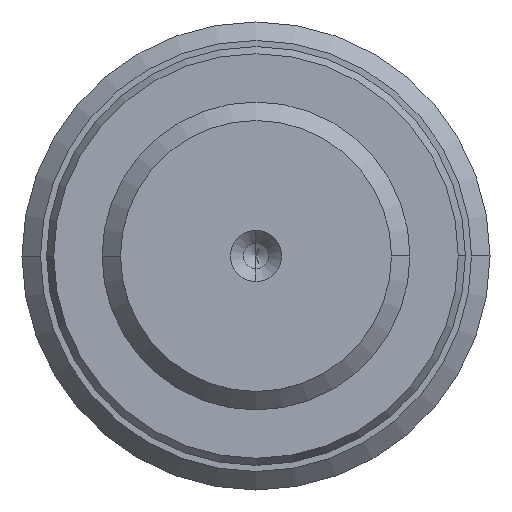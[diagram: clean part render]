
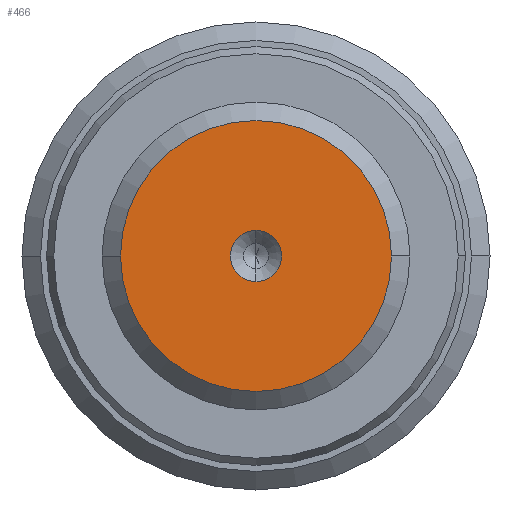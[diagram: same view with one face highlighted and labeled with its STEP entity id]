
A CAD part, left-side view. The second image highlights one B-rep face of the part: STEP entity #466.
In plain terms, the highlighted planar face has unit normal (-1, 0, 0).
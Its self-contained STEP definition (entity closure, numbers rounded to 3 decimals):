
#2 = AXIS2_PLACEMENT_3D ( 'NONE', #1079, #2217, #2378 ) ;
#46 = DIRECTION ( 'NONE',  ( 0., -1., 0. ) ) ;
#137 = ORIENTED_EDGE ( 'NONE', *, *, #173, .T. ) ;
#173 = EDGE_CURVE ( 'NONE', #1213, #516, #2091, .T. ) ;
#219 = ORIENTED_EDGE ( 'NONE', *, *, #1316, .T. ) ;
#282 = CARTESIAN_POINT ( 'NONE',  ( 0., 0., 0. ) ) ;
#332 = CARTESIAN_POINT ( 'NONE',  ( 0., 0., 2.075 ) ) ;
#360 = VERTEX_POINT ( 'NONE', #2066 ) ;
#408 = CARTESIAN_POINT ( 'NONE',  ( 0., 0., 0. ) ) ;
#466 = ADVANCED_FACE ( 'NONE', ( #1874, #2280 ), #1352, .T. ) ;
#492 = AXIS2_PLACEMENT_3D ( 'NONE', #2295, #1346, #46 ) ;
#516 = VERTEX_POINT ( 'NONE', #820 ) ;
#689 = EDGE_LOOP ( 'NONE', ( #1855, #1090 ) ) ;
#725 = AXIS2_PLACEMENT_3D ( 'NONE', #1875, #2243, #947 ) ;
#820 = CARTESIAN_POINT ( 'NONE',  ( 0., 0., -2.075 ) ) ;
#899 = EDGE_LOOP ( 'NONE', ( #137, #219 ) ) ;
#947 = DIRECTION ( 'NONE',  ( 0., -1., 0. ) ) ;
#1079 = CARTESIAN_POINT ( 'NONE',  ( 0., 0., 0. ) ) ;
#1090 = ORIENTED_EDGE ( 'NONE', *, *, #1779, .T. ) ;
#1179 = DIRECTION ( 'NONE',  ( 0., -1., 0. ) ) ;
#1190 = VERTEX_POINT ( 'NONE', #2246 ) ;
#1213 = VERTEX_POINT ( 'NONE', #332 ) ;
#1316 = EDGE_CURVE ( 'NONE', #516, #1213, #1734, .T. ) ;
#1346 = DIRECTION ( 'NONE',  ( 1., 0., 0. ) ) ;
#1352 = PLANE ( 'NONE',  #2294 ) ;
#1734 = CIRCLE ( 'NONE', #492, 2.075 ) ;
#1738 = CIRCLE ( 'NONE', #725, 11. ) ;
#1779 = EDGE_CURVE ( 'NONE', #360, #1190, #1738, .T. ) ;
#1855 = ORIENTED_EDGE ( 'NONE', *, *, #2180, .T. ) ;
#1874 = FACE_BOUND ( 'NONE', #899, .T. ) ;
#1875 = CARTESIAN_POINT ( 'NONE',  ( 0., 0., 0. ) ) ;
#1920 = DIRECTION ( 'NONE',  ( -1., 0., 0. ) ) ;
#1940 = AXIS2_PLACEMENT_3D ( 'NONE', #282, #1920, #1179 ) ;
#2066 = CARTESIAN_POINT ( 'NONE',  ( 0., -11., 0. ) ) ;
#2091 = CIRCLE ( 'NONE', #2, 2.075 ) ;
#2116 = DIRECTION ( 'NONE',  ( 0., -1., 0. ) ) ;
#2180 = EDGE_CURVE ( 'NONE', #1190, #360, #2267, .T. ) ;
#2217 = DIRECTION ( 'NONE',  ( 1., 0., 0. ) ) ;
#2243 = DIRECTION ( 'NONE',  ( -1., 0., 0. ) ) ;
#2246 = CARTESIAN_POINT ( 'NONE',  ( 0., 11., 0. ) ) ;
#2267 = CIRCLE ( 'NONE', #1940, 11. ) ;
#2269 = DIRECTION ( 'NONE',  ( -1., 0., 0. ) ) ;
#2280 = FACE_OUTER_BOUND ( 'NONE', #689, .T. ) ;
#2294 = AXIS2_PLACEMENT_3D ( 'NONE', #408, #2269, #2116 ) ;
#2295 = CARTESIAN_POINT ( 'NONE',  ( 0., 0., 0. ) ) ;
#2378 = DIRECTION ( 'NONE',  ( 0., -1., 0. ) ) ;
